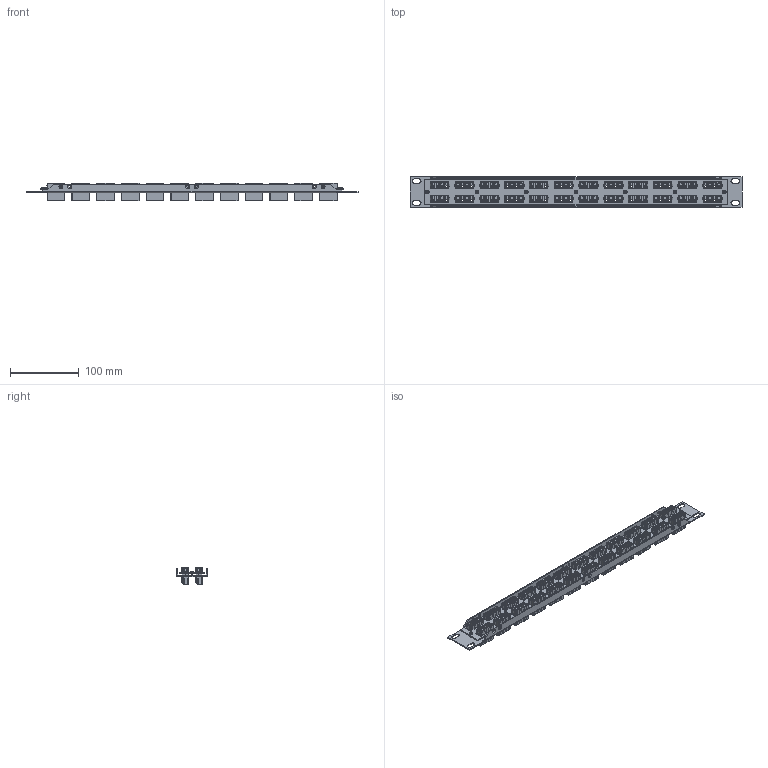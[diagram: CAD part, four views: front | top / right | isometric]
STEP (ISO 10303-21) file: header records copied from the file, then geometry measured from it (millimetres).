
FILE_DESCRIPTION (( 'STEP AP214' ), '1' );
FILE_NAME ('PR175LC96-SM.STEP', '2017-05-31T17:29:03', ( 'L-Com' ), ( 'L-Com Global Connectivity' ), 'SwSTEP 2.0', 'SolidWorks 2014', '' );
FILE_SCHEMA (( 'AUTOMOTIVE_DESIGN' ));
Length unit declared in the file: inch
Products named in the file (7): 1AP06-005; 1AP06-005-MA1; 1AP14-004; PR175LC96-SM; 3AA02-004_4-40 SMALL PATTERN NUT; 1AP13-001; FOA-560
Assembly tree (41 placements, depth 3):
  PR175LC96-SM
    1AP06-005
      1AP14-004
      1AP06-005-MA1  x7
    FOA-560  x24
    1AP13-001
    3AA02-004_4-40 SMALL PATTERN NUT  x7
Bounding box: 482.6 x 43.94 x 25.63 mm (x, y, z)
Volume: 126430.4 mm3; surface area: 198066.1 mm2
Topology: 40 solids, 40 shells, 7980 faces, 22007 edges, 14034 vertices
Faces by surface type: plane 5629, cylinder 1380, torus 432, bspline 323, sphere 192, cone 24
Entity records: 66989 total; most frequent: CARTESIAN_POINT 23535, ORIENTED_EDGE 7056, DIRECTION 5218, EDGE_CURVE 3528, VECTOR 2544, LINE 2544, VERTEX_POINT 2318, EDGE_LOOP 1528
